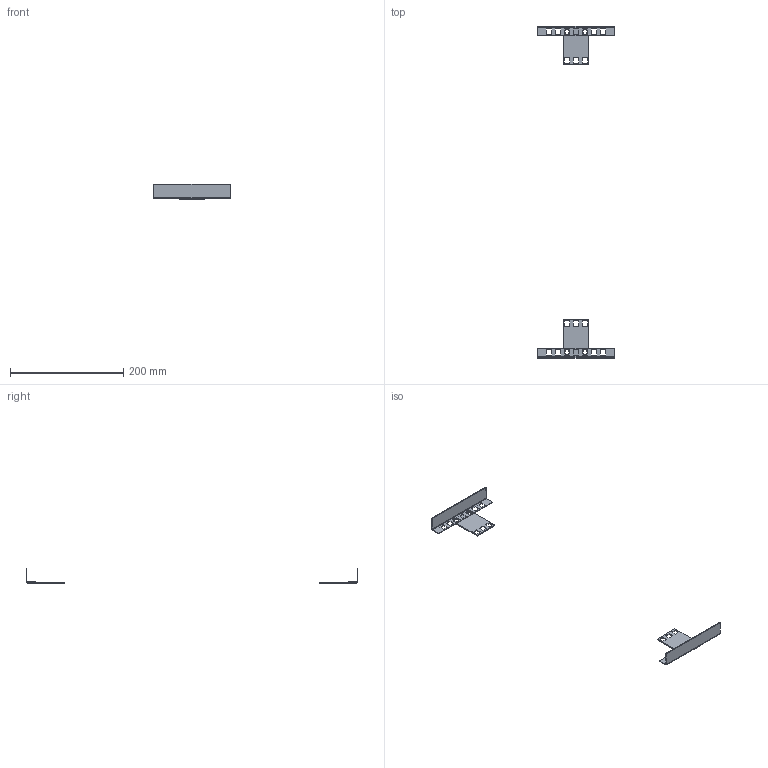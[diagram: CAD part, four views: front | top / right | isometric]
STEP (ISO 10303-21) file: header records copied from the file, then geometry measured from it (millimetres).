
FILE_DESCRIPTION (( 'STEP AP214' ), '1' );
FILE_NAME ('DOADAP04_adapter_23_19_1HE_AS_prikaz.STEP', '2020-03-25T21:09:02', ( '' ), ( '' ), 'SwSTEP 2.0', 'SolidWorks 2018', '' );
FILE_SCHEMA (( 'AUTOMOTIVE_DESIGN' ));
Length unit declared in the file: millimetre
Products named in the file (3): PROFIL 23 COL; DOADAP04_adapter_23_19_1HE_AS_prikaz; DOADAP04_adapter_23_19_1HE
Assembly tree (4 placements, depth 2):
  DOADAP04_adapter_23_19_1HE_AS_prikaz
    PROFIL 23 COL  x2
    DOADAP04_adapter_23_19_1HE  x2
Bounding box: 135 x 586.6 x 27 mm (x, y, z)
Volume: 19996.9 mm3; surface area: 32566 mm2
Topology: 4 solids, 4 shells, 136 faces, 368 edges, 240 vertices
Faces by surface type: plane 124, cylinder 12
Entity records: 2270 total; most frequent: CARTESIAN_POINT 379, ORIENTED_EDGE 368, DIRECTION 346, EDGE_CURVE 184, VECTOR 172, LINE 172, VERTEX_POINT 120, EDGE_LOOP 92
